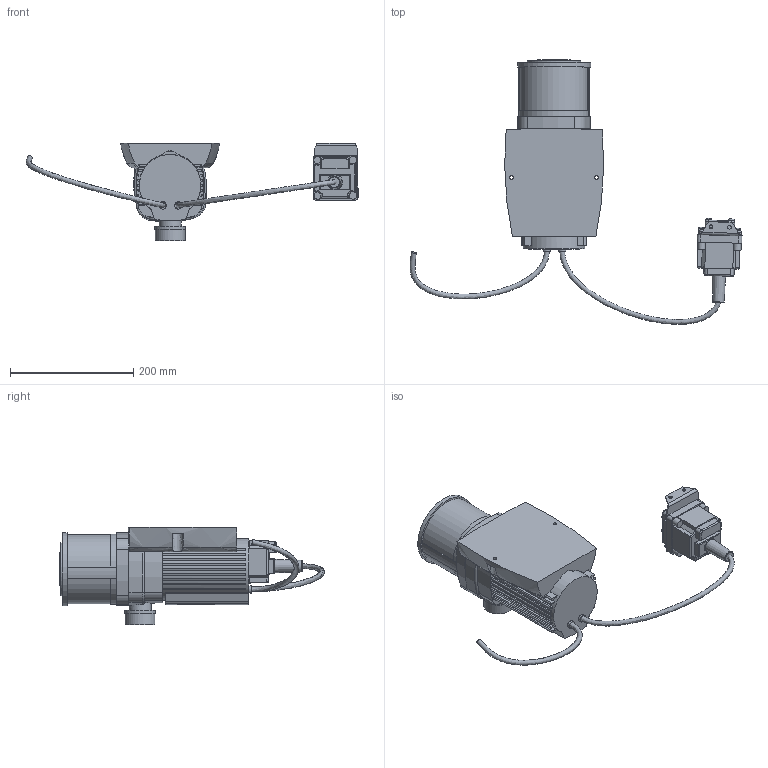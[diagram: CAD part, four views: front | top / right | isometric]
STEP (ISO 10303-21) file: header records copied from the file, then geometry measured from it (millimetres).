
FILE_DESCRIPTION(/* description */ (''),/* implementation_level */ '2;1');
FILE_NAME(/* name */ '57690 Varionat 150.stp',/* time_stamp */ '2015-06-16T10:47:13+02:00',/* author */ ('guzb562'),/* organization */ (''),/* preprocessor_version */ 'ST-DEVELOPER v15.6',/* originating_system */ 'Autodesk Inventor 2015',/* authorisation */ '');
FILE_SCHEMA (('AUTOMOTIVE_DESIGN { 1 0 10303 214 3 1 1 }'));
Length unit declared in the file: millimetre
Products named in the file (9): 50343 Varionaut 2 körper; 50343 Varionaut 2 Filterkorb; 50343 varionaut 2 Fuss slbergezeichnet; Box_DMX; 50343 Varionaut 2 zusammenbau selber gezeichnet.Kabelbaum1; 50343 Varionaut 2 zusammenbau selber gezeichnet.Kabelbaum2; 57690 Varionat 150
Assembly tree (8 placements, depth 3):
  57690 Varionat 150
    50343 Varionaut 2 körper
    50343 Varionaut 2 Filterkorb
    50343 varionaut 2 Fuss slbergezeichnet
    Box_DMX
    50343 Varionaut 2 zusammenbau selber gezeichnet.Kabelbaum1
      50343 Varionaut 2 zusammenbau selber gezeichnet.Kabelbaum1
    50343 Varionaut 2 zusammenbau selber gezeichnet.Kabelbaum2
      50343 Varionaut 2 zusammenbau selber gezeichnet.Kabelbaum2
Bounding box: 539.23 x 429.97 x 158 mm (x, y, z)
Volume: 2941991 mm3; surface area: 383570.7 mm2
Topology: 4 solids, 6 shells, 641 faces, 1673 edges, 1084 vertices
Faces by surface type: plane 323, cylinder 186, bspline 98, torus 29, sphere 4, cone 1
Full cylindrical faces by diameter (mm): 6 x4, 9.213 x4, 9.761 x4, 12 x2, 36 x1, 40 x1, 42.249 x1, 48.3 x2, 50 x1, 54 x1, 87 x1, 100 x1, 108.199 x1, 119 x1
Entity records: 23547 total; most frequent: CARTESIAN_POINT 7733, ORIENTED_EDGE 3250, DIRECTION 3027, EDGE_CURVE 1627, VERTEX_POINT 1072, AXIS2_PLACEMENT_3D 1052, LINE 923, VECTOR 923
